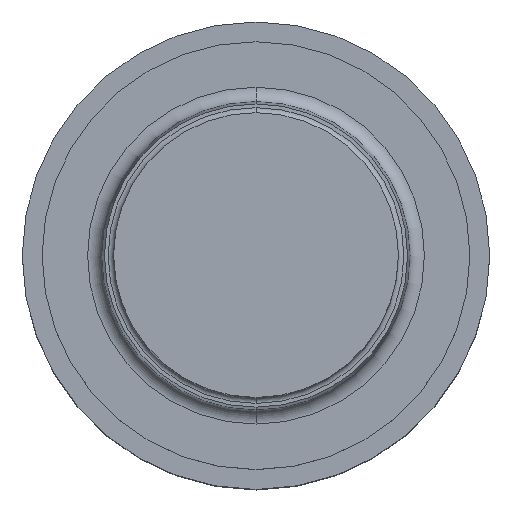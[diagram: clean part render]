
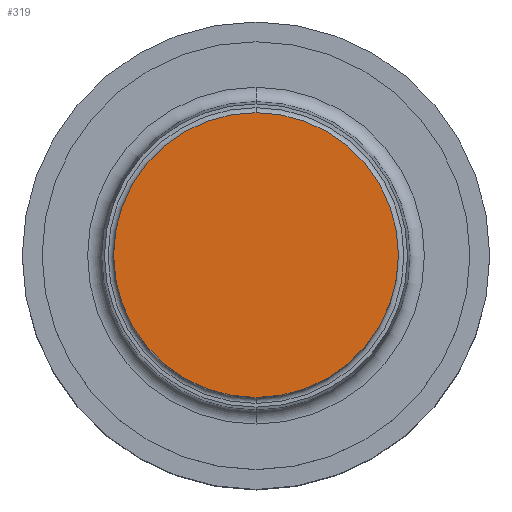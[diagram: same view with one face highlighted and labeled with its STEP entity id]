
A CAD part, top view. The second image highlights one B-rep face of the part: STEP entity #319.
In plain terms, the highlighted face is planar.
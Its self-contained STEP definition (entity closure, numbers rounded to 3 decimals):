
#34=CARTESIAN_POINT('',(0.,0.,-14.197));
#35=DIRECTION('',(0.,0.,1.));
#36=DIRECTION('',(0.,1.,0.));
#37=AXIS2_PLACEMENT_3D('',#34,#35,#36);
#42=CARTESIAN_POINT('',(0.,0.,-14.197));
#43=DIRECTION('',(0.,0.,-1.));
#44=DIRECTION('',(0.,1.,0.));
#45=AXIS2_PLACEMENT_3D('',#42,#43,#44);
#268=CARTESIAN_POINT('',(0.,6.094,-14.197));
#270=VERTEX_POINT('',#268);
#288=CARTESIAN_POINT('',(0.,-6.094,-14.197));
#290=VERTEX_POINT('',#288);
#308=CARTESIAN_POINT('',(0.,0.,-14.197));
#309=DIRECTION('',(0.,0.,-1.));
#310=DIRECTION('',(0.,-1.,0.));
#311=AXIS2_PLACEMENT_3D('',#308,#309,#310);
#312=PLANE('',#311);
#314=ORIENTED_EDGE('',*,*,#313,.T.);
#316=ORIENTED_EDGE('',*,*,#315,.F.);
#317=EDGE_LOOP('',(#314,#316));
#318=FACE_OUTER_BOUND('',#317,.F.);
#319=ADVANCED_FACE('',(#318),#312,.T.);
#38=CIRCLE('',#37,6.094);
#46=CIRCLE('',#45,6.094);
#313=EDGE_CURVE('',#270,#290,#38,.T.);
#315=EDGE_CURVE('',#270,#290,#46,.T.);
